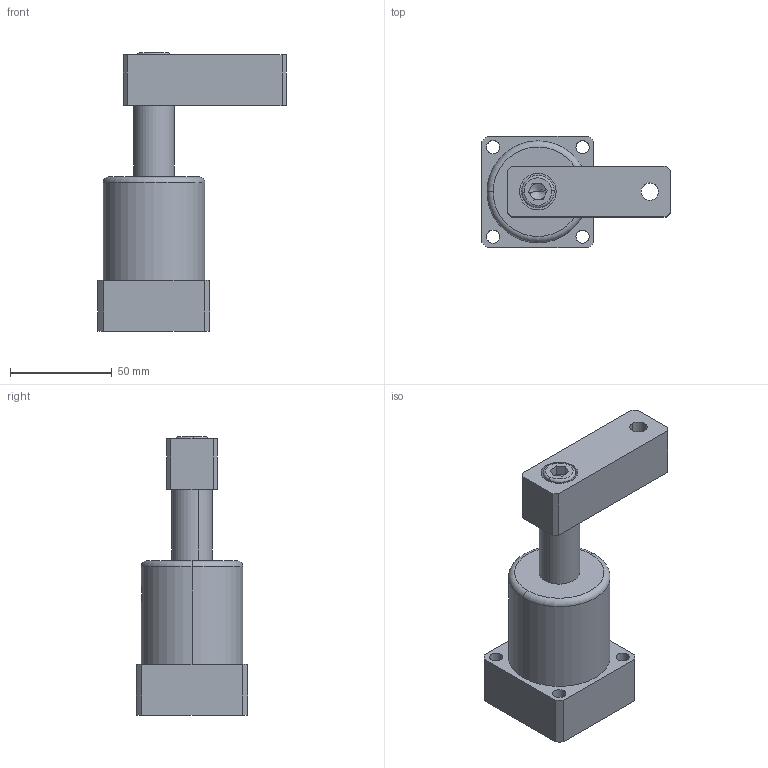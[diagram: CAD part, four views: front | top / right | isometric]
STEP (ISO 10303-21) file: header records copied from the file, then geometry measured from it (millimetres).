
FILE_DESCRIPTION (( 'STEP AP203' ), '1' );
FILE_NAME ('HNS-32.STEP', '2019-10-07T00:33:42', ( '微软用户' ), ( '微软中国' ), 'SwSTEP 2.0', 'SolidWorks 2012', '' );
FILE_SCHEMA (( 'CONFIG_CONTROL_DESIGN' ));
Length unit declared in the file: millimetre
Products named in the file (5): HNS-32; hexagon socket head cap screws gb_GB_FASTENER_SCREWS_HSHCS M10X16-N; HNS-32揤旋; HNS-32活塞杆; HNS-32掛极
Assembly tree (4 placements, depth 2):
  HNS-32
    HNS-32掛极
    HNS-32活塞杆
    HNS-32揤旋
    hexagon socket head cap screws gb_GB_FASTENER_SCREWS_HSHCS M10X16-N
Bounding box: 92.5 x 55 x 137 mm (x, y, z)
Volume: 205892.3 mm3; surface area: 47299.9 mm2
Topology: 4 solids, 4 shells, 159 faces, 383 edges, 246 vertices
Faces by surface type: plane 80, cylinder 39, bspline 16, cone 14, torus 10
Entity records: 5952 total; most frequent: CARTESIAN_POINT 1737, DIRECTION 763, ORIENTED_EDGE 758, EDGE_CURVE 379, AXIS2_PLACEMENT_3D 276, VERTEX_POINT 246, LINE 211, VECTOR 211
